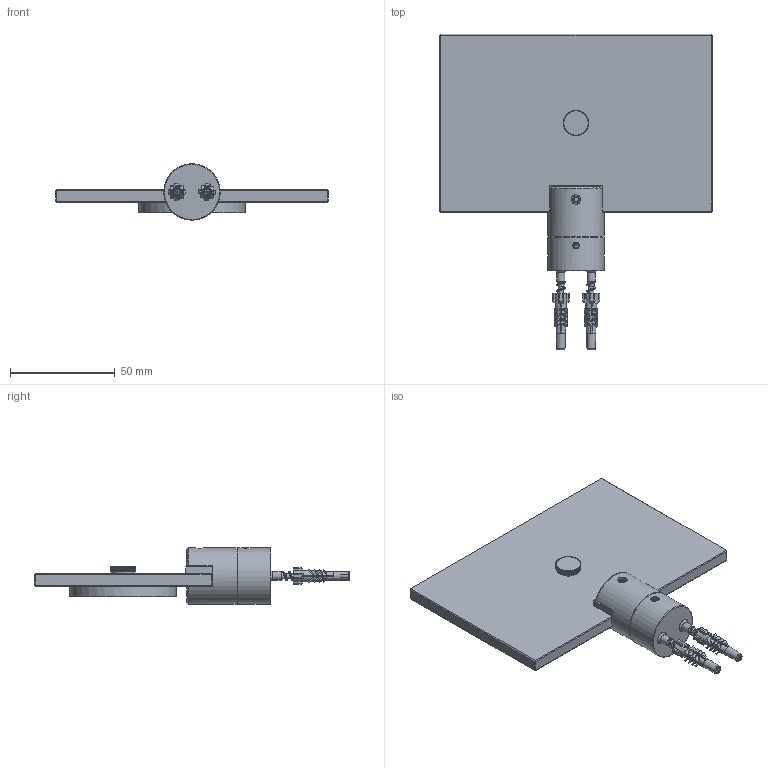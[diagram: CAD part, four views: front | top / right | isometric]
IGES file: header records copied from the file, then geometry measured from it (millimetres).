
Global section: file name: No Iges File Name specified; native system: Autodesk Inventor 2012; preprocessor: AutoDesk Inventor Iges Exporter R2012; author: mblakey; date: 20121024.081309; units: millimetre
Bounding box: 130 x 150.8 x 26.9 mm (x, y, z)
Volume: 90140.5 mm3; surface area: 40806.5 mm2
Topology: 13 solids, 13 shells, 1803 faces, 5256 edges, 3485 vertices
Faces by surface type: plane 936, cone 452, cylinder 253, bspline 95, revolution 60, torus 7
Full cylindrical faces by diameter (mm): 2.3 x1, 3 x1, 3.92 x2, 4 x2, 6.5 x1, 6.8 x1, 8.2 x2, 11.1 x1, 20.34 x2, 26.85 x1, 26.9 x1, 50.8 x1
